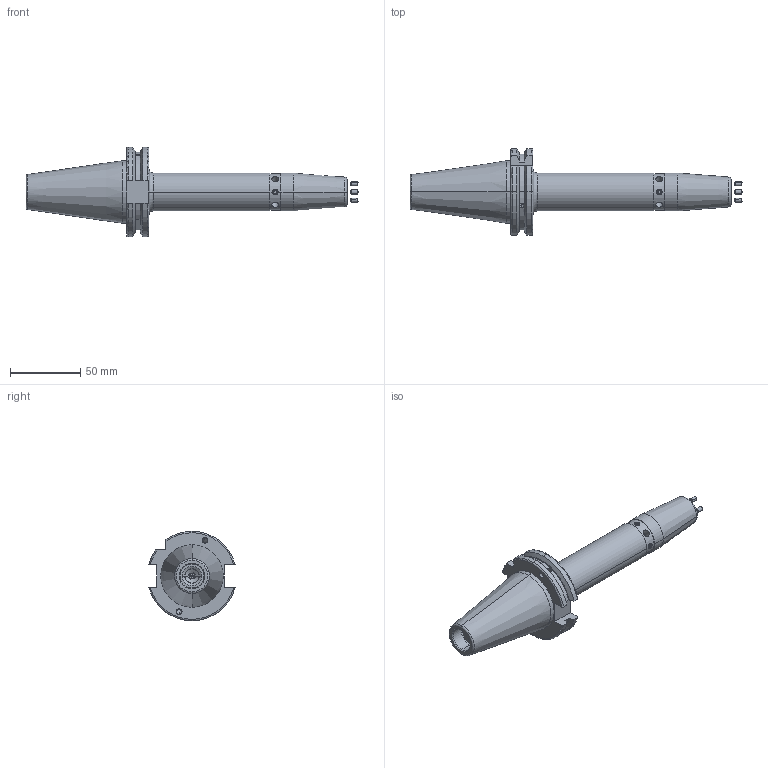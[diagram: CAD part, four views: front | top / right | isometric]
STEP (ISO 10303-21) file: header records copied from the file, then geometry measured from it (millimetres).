
FILE_DESCRIPTION (( 'STEP AP203' ), '1' );
FILE_NAME ('F1S409H-SFK06160.STEP', '2023-12-28T05:57:06', ( '' ), ( '' ), 'SwSTEP 2.0', 'SolidWorks 2023', '' );
FILE_SCHEMA (( 'CONFIG_CONTROL_DESIGN' ));
Length unit declared in the file: millimetre
Products named in the file (7): SK40SFK06160FWW; GS-M4X4_DIN 913 - M4 x 4-N; GS-M3X5; F1S409H-SFK06160; socket set screw flat point_din_DIN 913 - M3 x 5-N; SCWM5x12-DOUBLE FLAT
Assembly tree (13 placements, depth 3):
  F1S409H-SFK06160
    SK40SFK06160FWW
      SK40SFK06160FWW
      GS-M4X4_DIN 913 - M4 x 4-N  x2
      SCWM5x12-DOUBLE FLAT
      GS-M3X5  x4
      socket set screw flat point_din_DIN 913 - M3 x 5-N  x4
Bounding box: 236.22 x 61.48 x 63.55 mm (x, y, z)
Volume: 165152.6 mm3; surface area: 39611.5 mm2
Topology: 12 solids, 12 shells, 449 faces, 1107 edges, 685 vertices
Faces by surface type: plane 169, cone 132, cylinder 128, torus 16, bspline 4
Entity records: 10751 total; most frequent: CARTESIAN_POINT 2875, DIRECTION 1470, ORIENTED_EDGE 1462, EDGE_CURVE 731, AXIS2_PLACEMENT_3D 575, VERTEX_POINT 462, EDGE_LOOP 331, LINE 320
